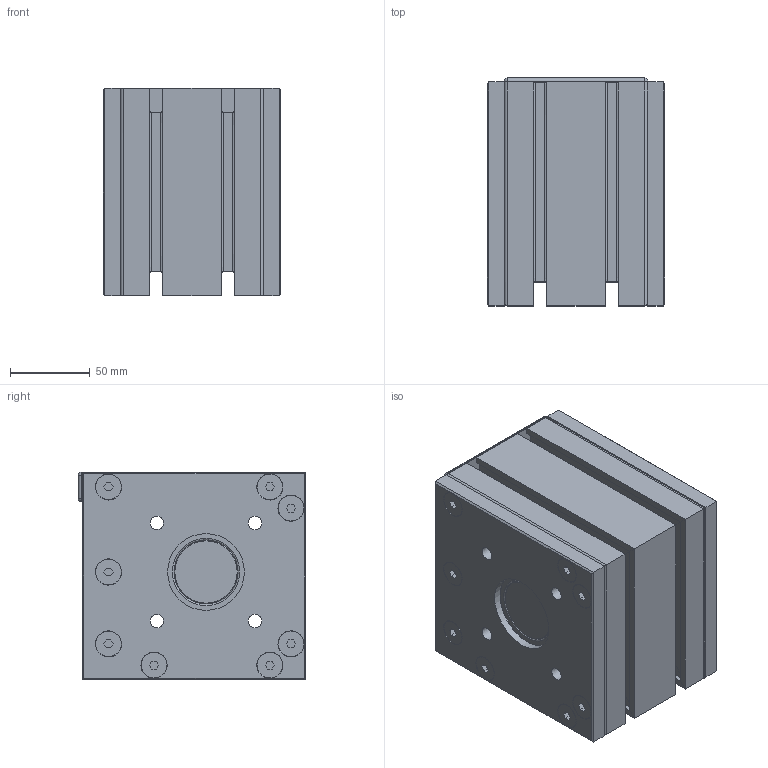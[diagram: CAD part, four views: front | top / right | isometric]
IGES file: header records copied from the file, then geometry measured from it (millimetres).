
Global section: file name: 809050H.stp.ipt; native system: Autodesk Inventor 2014; preprocessor: unknown; author: zeman; date: 20151016.131619; units: millimetre
Bounding box: 111 x 142.5 x 130 mm (x, y, z)
Volume: 905662.3 mm3; surface area: 320226.8 mm2
Topology: 43 solids, 43 shells, 1008 faces, 2710 edges, 1757 vertices
Faces by surface type: plane 512, revolution 200, cylinder 197, cone 52, sphere 47
Full cylindrical faces by diameter (mm): 8 x16, 16 x16, 40 x2, 46 x2, 47 x2, 48.96 x4, 60 x2, 68 x2
